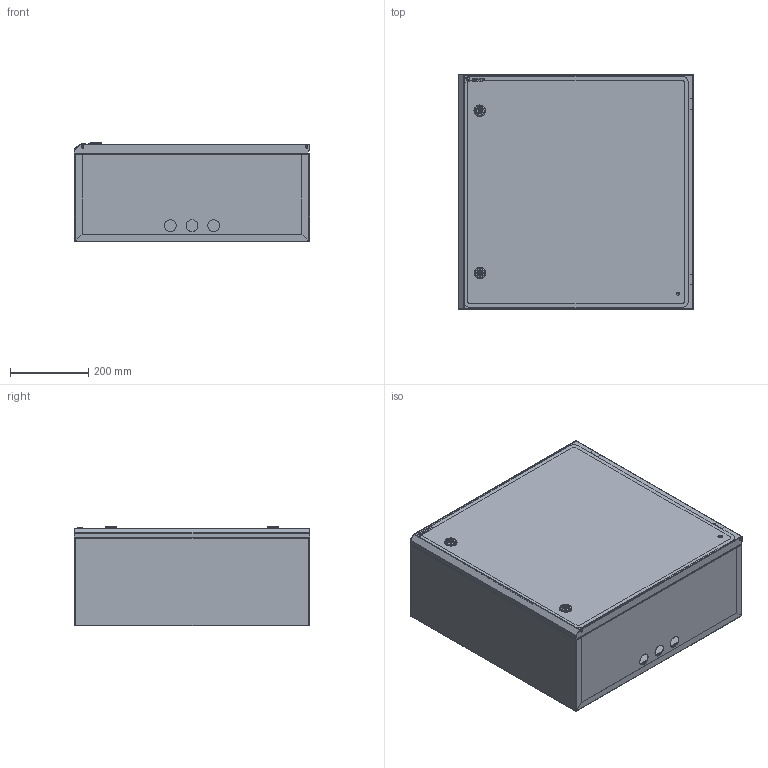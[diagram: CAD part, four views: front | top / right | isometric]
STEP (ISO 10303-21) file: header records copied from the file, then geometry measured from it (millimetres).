
FILE_DESCRIPTION (( 'STEP AP214' ), '1' );
FILE_NAME ('椗眅-60.60.25 iP54 EKF 昈-555.00.00.000 捘.STEP', '2017-08-30T12:01:46', ( 'Admin' ), ( '' ), 'SwSTEP 2.0', 'SolidWorks 2017', '' );
FILE_SCHEMA (( 'AUTOMOTIVE_DESIGN' ));
Length unit declared in the file: millimetre
Products named in the file (19): Øïèëüêà îáìåäíåííàÿ Ì6õ20; Ñòåíêà çàäíÿÿ ÌÈ-555.01.01.001; split pin_iso2_ISO 1234-4x56-C; 椗眅-60.60.25 iP54 EKF 昈-555.00.00.000 捘; rivet 02_din_DIN 660-5x8-St-A-2; hex flange nut_din_Hexagon Flange Nut DIN 6923 - M6 - N; Íàâåñêà íà êîðïóñ ïîä êëåïêó; ÌÈ-555.00.00.001 Ïàíåëü ìîíòàæíàÿ; Äâåðü â ñáîðå ÌÈ-555.02.00.000 ÑÁ; 呧蜦 3D; Ïåòëÿ íà äâåðü ï-îáðàçíàÿ; ÓÊ íà äâåðü ÌÈ-555; Çàìîê áîëüøîé; ﾄ粢 ﾌﾈ-555.02.00.001; Êîðïóñ â ñáîðå ÌÈ-555.01.00.000; Ñòåíêà íèæíÿÿ ÌÈ-554.01.00.002; Ñòåíêà âåðõíÿÿ ÌÈ-554.01.00.001; Ñòåíêà çàäíÿÿ â ñáîðå ÌÈ-555.01.01.000 ÑÁ; Øïèëüêà Ì6õ12
Assembly tree (35 placements, depth 4):
  椗眅-60.60.25 iP54 EKF 昈-555.00.00.000 捘
    Êîðïóñ â ñáîðå ÌÈ-555.01.00.000
      Ñòåíêà çàäíÿÿ â ñáîðå ÌÈ-555.01.01.000 ÑÁ
        Ñòåíêà çàäíÿÿ ÌÈ-555.01.01.001
        Øïèëüêà îáìåäíåííàÿ Ì6õ20  x4
        Øïèëüêà Ì6õ12
      Ñòåíêà âåðõíÿÿ ÌÈ-554.01.00.001
      Ñòåíêà íèæíÿÿ ÌÈ-554.01.00.002
    Äâåðü â ñáîðå ÌÈ-555.02.00.000 ÑÁ
      ﾄ粢 ﾌﾈ-555.02.00.001
      Çàìîê áîëüøîé  x3
      ÓÊ íà äâåðü ÌÈ-555
      Øïèëüêà Ì6õ12
      Ïåòëÿ íà äâåðü ï-îáðàçíàÿ  x2
      呧蜦 3D
    ÌÈ-555.00.00.001 Ïàíåëü ìîíòàæíàÿ
    Íàâåñêà íà êîðïóñ ïîä êëåïêó  x2
    hex flange nut_din_Hexagon Flange Nut DIN 6923 - M6 - N  x6
    rivet 02_din_DIN 660-5x8-St-A-2  x4
    split pin_iso2_ISO 1234-4x56-C  x2
Bounding box: 600 x 600 x 255.3 mm (x, y, z)
Volume: 2119235.6 mm3; surface area: 3618290.1 mm2
Topology: 39 solids, 54 shells, 1284 faces, 2927 edges, 1791 vertices
Faces by surface type: plane 689, cylinder 394, cone 90, bspline 63, torus 48
Entity records: 24480 total; most frequent: CARTESIAN_POINT 5008, DIRECTION 3480, ORIENTED_EDGE 3340, EDGE_CURVE 1670, AXIS2_PLACEMENT_3D 1199, LINE 1082, VECTOR 1082, VERTEX_POINT 1013
